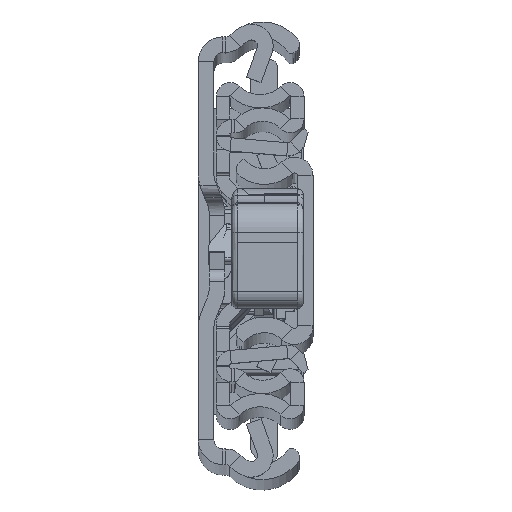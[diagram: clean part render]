
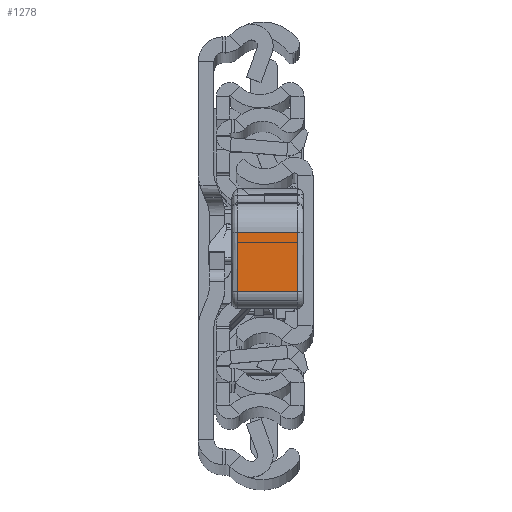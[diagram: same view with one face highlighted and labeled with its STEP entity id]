
A CAD part, top view. The second image highlights one B-rep face of the part: STEP entity #1278.
In plain terms, the highlighted face is planar.
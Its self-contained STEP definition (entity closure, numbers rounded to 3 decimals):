
#755 = VERTEX_POINT ( 'NONE', #11184 ) ;
#1278 = ADVANCED_FACE ( 'NONE', ( #29126 ), #30220, .F. ) ;
#2859 = CARTESIAN_POINT ( 'NONE',  ( 39.55, -12.274, 10. ) ) ;
#3405 = DIRECTION ( 'NONE',  ( 0.027, 1., 0. ) ) ;
#4318 = VERTEX_POINT ( 'NONE', #29001 ) ;
#4514 = ORIENTED_EDGE ( 'NONE', *, *, #24908, .T. ) ;
#5206 = VECTOR ( 'NONE', #31556, 1000. ) ;
#6454 = LINE ( 'NONE', #19098, #19082 ) ;
#6456 = LINE ( 'NONE', #32620, #31323 ) ;
#8286 = LINE ( 'NONE', #18404, #21935 ) ;
#8708 = DIRECTION ( 'NONE',  ( -1., 0.027, 0. ) ) ;
#9186 = VERTEX_POINT ( 'NONE', #25108 ) ;
#9475 = DIRECTION ( 'NONE',  ( 0., 0., 1. ) ) ;
#9818 = EDGE_CURVE ( 'NONE', #27702, #4318, #6456, .T. ) ;
#11184 = CARTESIAN_POINT ( 'NONE',  ( 39.55, -12.274, 10. ) ) ;
#11212 = AXIS2_PLACEMENT_3D ( 'NONE', #12013, #8708, #17230 ) ;
#12013 = CARTESIAN_POINT ( 'NONE',  ( 39.55, -12.274, 11. ) ) ;
#12989 = LINE ( 'NONE', #2859, #5206 ) ;
#14487 = ORIENTED_EDGE ( 'NONE', *, *, #9818, .T. ) ;
#15699 = EDGE_CURVE ( 'NONE', #9186, #27702, #8286, .T. ) ;
#16049 = ORIENTED_EDGE ( 'NONE', *, *, #15699, .T. ) ;
#17230 = DIRECTION ( 'NONE',  ( -0.027, -1., 0. ) ) ;
#18404 = CARTESIAN_POINT ( 'NONE',  ( 39.55, -12.274, 0. ) ) ;
#19082 = VECTOR ( 'NONE', #19576, 1000. ) ;
#19098 = CARTESIAN_POINT ( 'NONE',  ( 39.55, -12.274, 11. ) ) ;
#19270 = EDGE_CURVE ( 'NONE', #4318, #755, #12989, .T. ) ;
#19576 = DIRECTION ( 'NONE',  ( 0., 0., -1. ) ) ;
#21935 = VECTOR ( 'NONE', #3405, 1000. ) ;
#24107 = EDGE_LOOP ( 'NONE', ( #4514, #16049, #14487, #25252 ) ) ;
#24175 = CARTESIAN_POINT ( 'NONE',  ( 39.818, -2.465, 0. ) ) ;
#24908 = EDGE_CURVE ( 'NONE', #755, #9186, #6454, .T. ) ;
#25108 = CARTESIAN_POINT ( 'NONE',  ( 39.55, -12.274, 0. ) ) ;
#25252 = ORIENTED_EDGE ( 'NONE', *, *, #19270, .T. ) ;
#27702 = VERTEX_POINT ( 'NONE', #24175 ) ;
#29001 = CARTESIAN_POINT ( 'NONE',  ( 39.818, -2.465, 10. ) ) ;
#29126 = FACE_OUTER_BOUND ( 'NONE', #24107, .T. ) ;
#30220 = PLANE ( 'NONE',  #11212 ) ;
#31323 = VECTOR ( 'NONE', #9475, 1000. ) ;
#31556 = DIRECTION ( 'NONE',  ( -0.027, -1., 0. ) ) ;
#32620 = CARTESIAN_POINT ( 'NONE',  ( 39.818, -2.465, 11. ) ) ;
